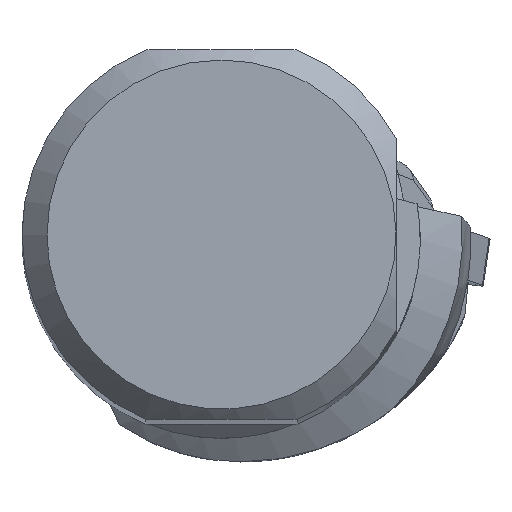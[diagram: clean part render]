
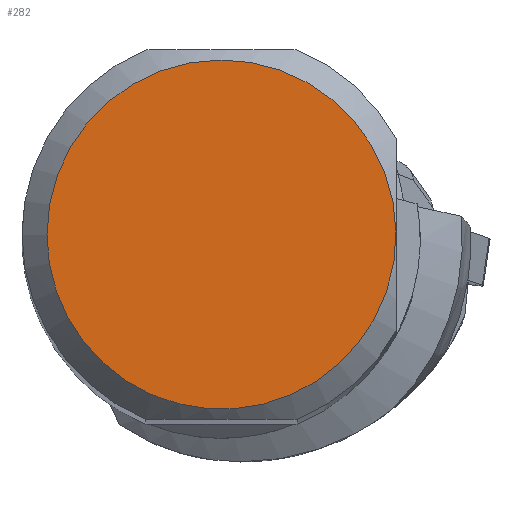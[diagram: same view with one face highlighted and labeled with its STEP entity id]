
A CAD part, top view. The second image highlights one B-rep face of the part: STEP entity #282.
In plain terms, the highlighted planar face has unit normal (0, 0, 1).
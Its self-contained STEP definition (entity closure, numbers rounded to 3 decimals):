
#210=FACE_OUTER_BOUND('',#637,.T.);
#282=ADVANCED_FACE('CU_SU_BP3',(#210),#337,.T.);
#337=PLANE('',#1587);
#637=EDGE_LOOP('',(#850));
#850=ORIENTED_EDGE('',*,*,#1329,.F.);
#1168=VERTEX_POINT('',#2349);
#1329=EDGE_CURVE('',#1168,#1168,#1437,.T.);
#1437=CIRCLE('',#1586,17.489);
#1586=AXIS2_PLACEMENT_3D('',#2348,#1880,#1881);
#1587=AXIS2_PLACEMENT_3D('',#2350,#1882,#1883);
#1880=DIRECTION('',(0.,0.,-1.));
#1881=DIRECTION('',(-1.,0.,0.));
#1882=DIRECTION('',(0.,0.,1.));
#1883=DIRECTION('',(-1.,0.,0.));
#2348=CARTESIAN_POINT('',(0.,0.,0.));
#2349=CARTESIAN_POINT('',(-17.489,0.,0.));
#2350=CARTESIAN_POINT('',(0.,0.,
0.));
